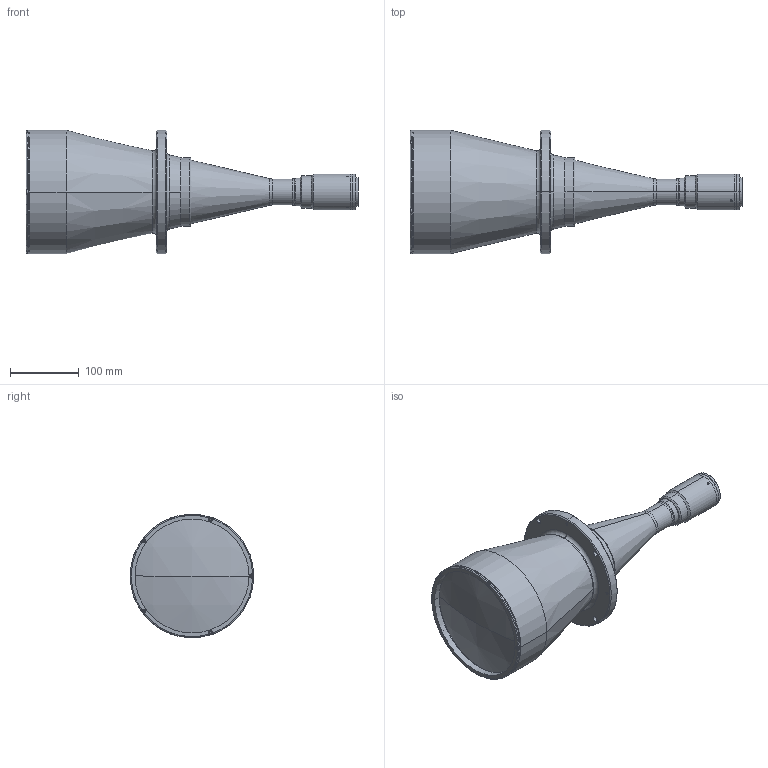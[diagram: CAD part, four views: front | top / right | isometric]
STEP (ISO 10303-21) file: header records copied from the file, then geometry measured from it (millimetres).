
FILE_DESCRIPTION (( 'STEP AP203' ), '1' );
FILE_NAME ('DP71446_TC4MHR120-E.step', '2021-10-06T08:25:37', ( '' ), ( '' ), 'SwSTEP 2.0', 'SolidWorks 2021', '' );
FILE_SCHEMA (( 'CONFIG_CONTROL_DESIGN' ));
Length unit declared in the file: millimetre
Products named in the file (1): DP71446_TC4MHR120-E
Bounding box: 484.02 x 180 x 180 mm (x, y, z)
Surface area: 246038.4 mm2 (no closed solid volume)
Topology: 0 solids, 24 shells, 202 faces, 577 edges, 398 vertices
Faces by surface type: plane 75, cylinder 70, cone 28, torus 27, sphere 2
Entity records: 7066 total; most frequent: CARTESIAN_POINT 1534, DIRECTION 1240, ORIENTED_EDGE 968, EDGE_CURVE 573, AXIS2_PLACEMENT_3D 486, VERTEX_POINT 398, CIRCLE 283, LINE 268
